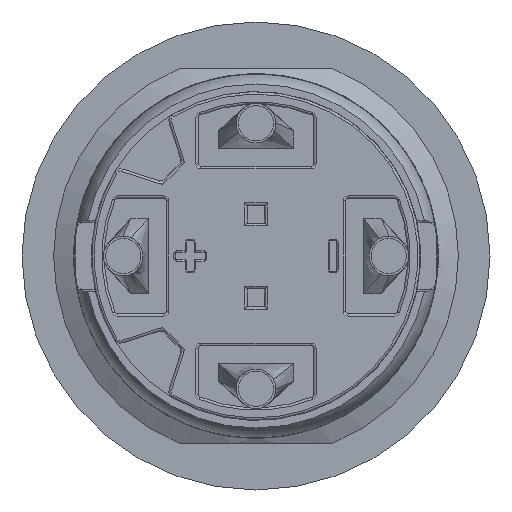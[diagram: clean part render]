
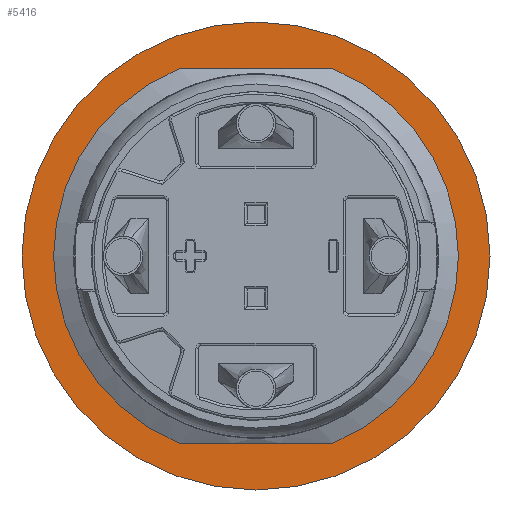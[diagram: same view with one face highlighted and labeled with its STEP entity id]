
A CAD part, front view. The second image highlights one B-rep face of the part: STEP entity #5416.
In plain terms, the highlighted planar face has unit normal (0, -1, 0).
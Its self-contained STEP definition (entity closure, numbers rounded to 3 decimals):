
#312=FACE_BOUND('',#989,.T.);
#636=FACE_OUTER_BOUND('',#988,.T.);
#988=EDGE_LOOP('',(#4954,#4955));
#989=EDGE_LOOP('',(#4956,#4957));
#1318=CIRCLE('',#6071,9.25);
#1319=CIRCLE('',#6072,9.25);
#1320=CIRCLE('',#6073,7.209);
#1321=CIRCLE('',#6074,7.209);
#2612=VERTEX_POINT('',#10329);
#2613=VERTEX_POINT('',#10330);
#2614=VERTEX_POINT('',#10333);
#2615=VERTEX_POINT('',#10334);
#3397=EDGE_CURVE('',#2612,#2613,#1318,.T.);
#3398=EDGE_CURVE('',#2613,#2612,#1319,.T.);
#3399=EDGE_CURVE('',#2614,#2615,#1320,.T.);
#3400=EDGE_CURVE('',#2615,#2614,#1321,.T.);
#4954=ORIENTED_EDGE('',*,*,#3397,.T.);
#4955=ORIENTED_EDGE('',*,*,#3398,.T.);
#4956=ORIENTED_EDGE('',*,*,#3399,.F.);
#4957=ORIENTED_EDGE('',*,*,#3400,.F.);
#5093=PLANE('',#6070);
#5416=ADVANCED_FACE('',(#636,#312),#5093,.T.);
#6070=AXIS2_PLACEMENT_3D('',#10328,#7740,#7741);
#6071=AXIS2_PLACEMENT_3D('',#10331,#7742,#7743);
#6072=AXIS2_PLACEMENT_3D('',#10332,#7744,#7745);
#6073=AXIS2_PLACEMENT_3D('',#10335,#7746,#7747);
#6074=AXIS2_PLACEMENT_3D('',#10336,#7748,#7749);
#7740=DIRECTION('center_axis',(0.,-1.,0.));
#7741=DIRECTION('ref_axis',(0.,0.,-1.));
#7742=DIRECTION('center_axis',(0.,-1.,0.));
#7743=DIRECTION('ref_axis',(1.,0.,0.));
#7744=DIRECTION('center_axis',(0.,-1.,0.));
#7745=DIRECTION('ref_axis',(1.,0.,0.));
#7746=DIRECTION('center_axis',(0.,-1.,0.));
#7747=DIRECTION('ref_axis',(1.,0.,0.));
#7748=DIRECTION('center_axis',(0.,-1.,0.));
#7749=DIRECTION('ref_axis',(1.,0.,0.));
#10328=CARTESIAN_POINT('Origin',(8.229,0.,
0.));
#10329=CARTESIAN_POINT('',(9.25,0.,0.));
#10330=CARTESIAN_POINT('',(-9.25,0.,0.));
#10331=CARTESIAN_POINT('Origin',(0.,0.,0.));
#10332=CARTESIAN_POINT('Origin',(0.,0.,0.));
#10333=CARTESIAN_POINT('',(7.209,0.,0.));
#10334=CARTESIAN_POINT('',(-7.209,0.,0.));
#10335=CARTESIAN_POINT('Origin',(0.,0.,0.));
#10336=CARTESIAN_POINT('Origin',(0.,0.,0.));
